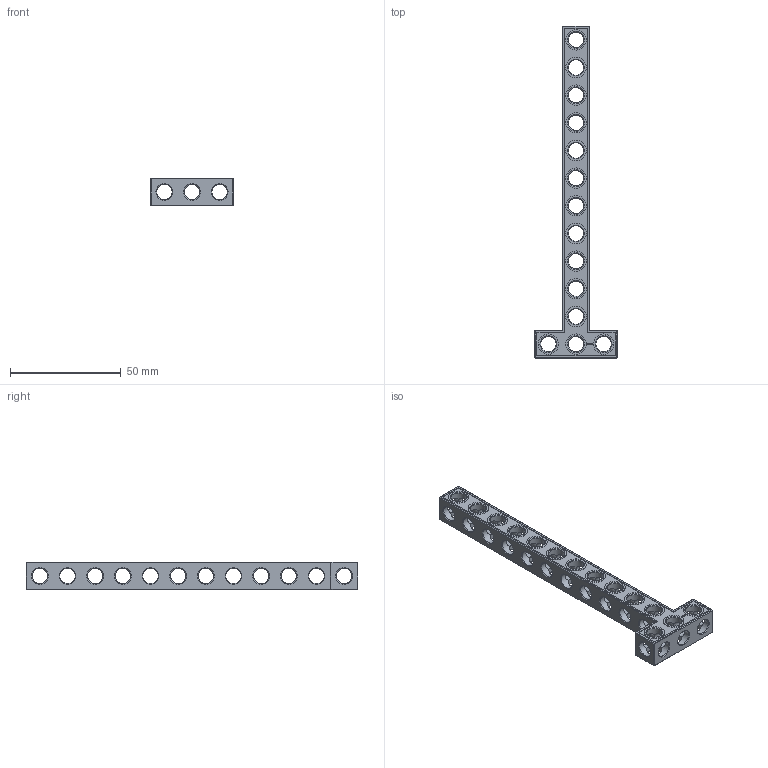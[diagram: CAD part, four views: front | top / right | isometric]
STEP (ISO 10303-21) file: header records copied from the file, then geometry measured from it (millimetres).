
FILE_DESCRIPTION(('FreeCAD Model'),'2;1');
FILE_NAME('Open CASCADE Shape Model','2021-08-07T21:26:08',( 'Paulo Kiefe'),('STEMFIE.org'),'Open CASCADE STEP processor 7.4', 'FreeCAD','Unknown');
FILE_SCHEMA(('AUTOMOTIVE_DESIGN { 1 0 10303 214 1 1 1 1 }'));
Products named in the file (1): Beam_TSH_SYM_ESS_BU03x12x01_-_SPN-BEM-1010_(stemfie.org)
Bounding box: 37.5 x 150 x 12.5 mm (x, y, z)
Volume: 13664.6 mm3; surface area: 12347.4 mm2
Topology: 1 solids, 1 shells, 663 faces, 1974 edges, 1304 vertices
Faces by surface type: plane 390, extrusion 130, cylinder 85, cone 58
Full cylindrical faces by diameter (mm): 7 x71, 9.2 x14
Entity records: 58038 total; most frequent: CARTESIAN_POINT 15877, DIRECTION 6258, VECTOR 4230, LINE 4100, ORIENTED_EDGE 3948, PCURVE 3948, DEFINITIONAL_REPRESENTATION 3948, EDGE_CURVE 1974
